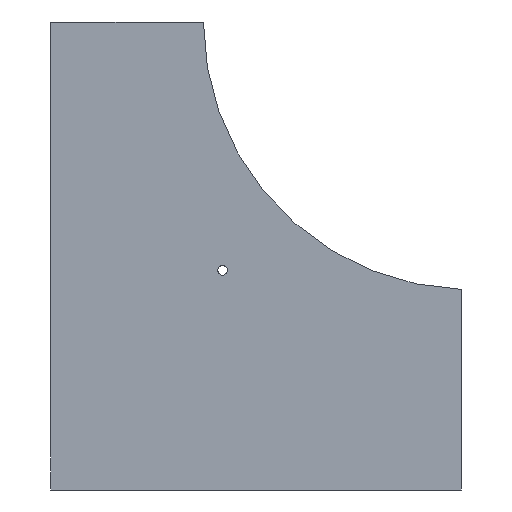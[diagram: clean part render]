
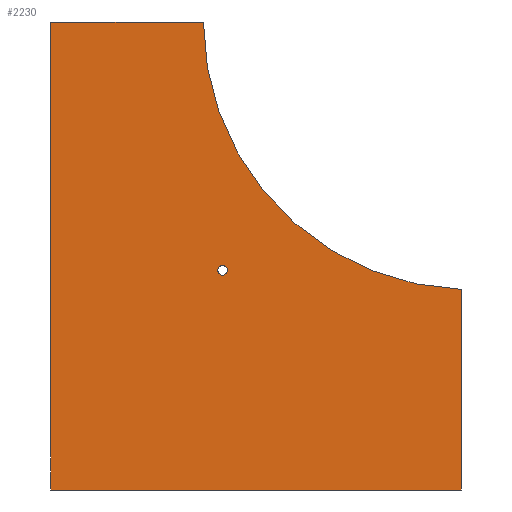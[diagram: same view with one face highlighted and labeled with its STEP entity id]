
A CAD part, left-side view. The second image highlights one B-rep face of the part: STEP entity #2230.
In plain terms, the highlighted planar face has unit normal (-1, 0, 0).
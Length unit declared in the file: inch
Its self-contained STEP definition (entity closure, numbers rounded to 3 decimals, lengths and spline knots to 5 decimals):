
#38 = CARTESIAN_POINT ( 'NONE',  ( -15., -10.75, -6.75 ) ) ;
#48 = VERTEX_POINT ( 'NONE', #842 ) ;
#100 = DIRECTION ( 'NONE',  ( 0., 0., 1. ) ) ;
#155 = VERTEX_POINT ( 'NONE', #282 ) ;
#156 = EDGE_CURVE ( 'NONE', #227, #155, #3456, .T. ) ;
#222 = LINE ( 'NONE', #2577, #3590 ) ;
#227 = VERTEX_POINT ( 'NONE', #381 ) ;
#229 = CARTESIAN_POINT ( 'NONE',  ( -15., -11.25926, 17.75 ) ) ;
#257 = ORIENTED_EDGE ( 'NONE', *, *, #3230, .F. ) ;
#282 = CARTESIAN_POINT ( 'NONE',  ( -15., 1.75, 5. ) ) ;
#381 = CARTESIAN_POINT ( 'NONE',  ( -15., 1.75, 4.5 ) ) ;
#385 = AXIS2_PLACEMENT_3D ( 'NONE', #3239, #3522, #100 ) ;
#632 = DIRECTION ( 'NONE',  ( 0., 0., -1. ) ) ;
#726 = VERTEX_POINT ( 'NONE', #1274 ) ;
#842 = CARTESIAN_POINT ( 'NONE',  ( -15., -10.75, 3.75 ) ) ;
#863 = DIRECTION ( 'NONE',  ( 0., 0., 1. ) ) ;
#938 = FACE_OUTER_BOUND ( 'NONE', #2063, .T. ) ;
#1191 = CARTESIAN_POINT ( 'NONE',  ( -15., 10.75, -6.75 ) ) ;
#1238 = EDGE_CURVE ( 'NONE', #155, #227, #3601, .T. ) ;
#1274 = CARTESIAN_POINT ( 'NONE',  ( -15., 10.75, 17.75 ) ) ;
#1280 = DIRECTION ( 'NONE',  ( 0., 0., -1. ) ) ;
#1282 = VECTOR ( 'NONE', #3707, 39.37008 ) ;
#1330 = DIRECTION ( 'NONE',  ( 0., 0., -1. ) ) ;
#1367 = DIRECTION ( 'NONE',  ( 1., 0., 0. ) ) ;
#1624 = VERTEX_POINT ( 'NONE', #2469 ) ;
#1681 = VERTEX_POINT ( 'NONE', #2512 ) ;
#1703 = EDGE_CURVE ( 'NONE', #726, #3151, #222, .T. ) ;
#1772 = DIRECTION ( 'NONE',  ( 1., 0., 0. ) ) ;
#1804 = PLANE ( 'NONE',  #3001 ) ;
#1813 = CARTESIAN_POINT ( 'NONE',  ( -15., -10.75, 3.75 ) ) ;
#1937 = CARTESIAN_POINT ( 'NONE',  ( -15., 1.75, 4.75 ) ) ;
#1987 = ORIENTED_EDGE ( 'NONE', *, *, #1238, .F. ) ;
#1996 = DIRECTION ( 'NONE',  ( 0., 0., -1. ) ) ;
#2000 = ORIENTED_EDGE ( 'NONE', *, *, #2689, .F. ) ;
#2063 = EDGE_LOOP ( 'NONE', ( #257, #3078, #2459, #2163, #2000 ) ) ;
#2096 = FACE_BOUND ( 'NONE', #3326, .T. ) ;
#2108 = AXIS2_PLACEMENT_3D ( 'NONE', #229, #1367, #1330 ) ;
#2163 = ORIENTED_EDGE ( 'NONE', *, *, #1703, .T. ) ;
#2230 = ADVANCED_FACE ( 'NONE', ( #2096, #938 ), #1804, .F. ) ;
#2296 = DIRECTION ( 'NONE',  ( -1., 0., 0. ) ) ;
#2378 = AXIS2_PLACEMENT_3D ( 'NONE', #1937, #2296, #863 ) ;
#2459 = ORIENTED_EDGE ( 'NONE', *, *, #2929, .F. ) ;
#2469 = CARTESIAN_POINT ( 'NONE',  ( -15., -10.75, -6.75 ) ) ;
#2512 = CARTESIAN_POINT ( 'NONE',  ( -15., 2.75, 17.75 ) ) ;
#2577 = CARTESIAN_POINT ( 'NONE',  ( -15., 10.75, 3.75 ) ) ;
#2689 = EDGE_CURVE ( 'NONE', #1624, #3151, #3241, .T. ) ;
#2929 = EDGE_CURVE ( 'NONE', #726, #1681, #3091, .T. ) ;
#2995 = LINE ( 'NONE', #1813, #3775 ) ;
#2998 = DIRECTION ( 'NONE',  ( 0., 1., 0. ) ) ;
#3001 = AXIS2_PLACEMENT_3D ( 'NONE', #3276, #1772, #632 ) ;
#3078 = ORIENTED_EDGE ( 'NONE', *, *, #3617, .T. ) ;
#3091 = LINE ( 'NONE', #3198, #1282 ) ;
#3151 = VERTEX_POINT ( 'NONE', #1191 ) ;
#3195 = VECTOR ( 'NONE', #2998, 39.37008 ) ;
#3198 = CARTESIAN_POINT ( 'NONE',  ( -15., 10.75, 17.75 ) ) ;
#3230 = EDGE_CURVE ( 'NONE', #48, #1624, #2995, .T. ) ;
#3239 = CARTESIAN_POINT ( 'NONE',  ( -15., 1.75, 4.75 ) ) ;
#3241 = LINE ( 'NONE', #38, #3195 ) ;
#3276 = CARTESIAN_POINT ( 'NONE',  ( -15., -10.75, 3.75 ) ) ;
#3326 = EDGE_LOOP ( 'NONE', ( #1987, #3378 ) ) ;
#3339 = CIRCLE ( 'NONE', #2108, 14.00926 ) ;
#3378 = ORIENTED_EDGE ( 'NONE', *, *, #156, .F. ) ;
#3456 = CIRCLE ( 'NONE', #385, 0.25 ) ;
#3522 = DIRECTION ( 'NONE',  ( -1., 0., 0. ) ) ;
#3590 = VECTOR ( 'NONE', #1996, 39.37008 ) ;
#3601 = CIRCLE ( 'NONE', #2378, 0.25 ) ;
#3617 = EDGE_CURVE ( 'NONE', #48, #1681, #3339, .T. ) ;
#3707 = DIRECTION ( 'NONE',  ( 0., -1., 0. ) ) ;
#3775 = VECTOR ( 'NONE', #1280, 39.37008 ) ;
